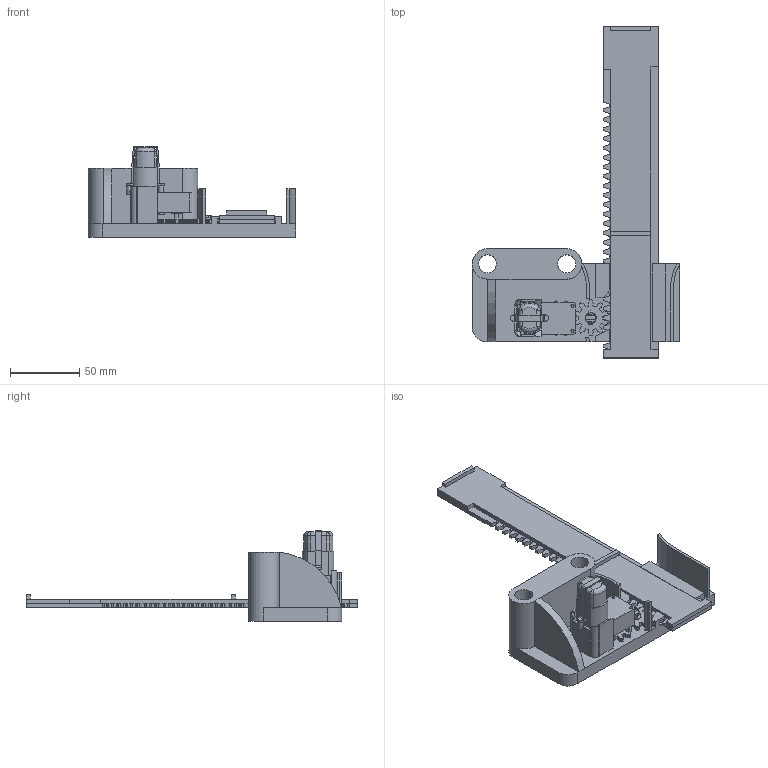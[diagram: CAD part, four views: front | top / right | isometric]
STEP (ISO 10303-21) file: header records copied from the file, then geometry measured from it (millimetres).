
FILE_DESCRIPTION(/* description */ (''),/* implementation_level */ '2;1');
FILE_NAME(/* name */ 'endaseembly.step',/* time_stamp */ '2018-06-12T13:20:51+06:00',/* author */ (''),/* organization */ (''),/* preprocessor_version */ 'ST-DEVELOPER v17',/* originating_system */ 'Autodesk Translation Framework v7.1.0.215',/* authorisation */ '');
FILE_SCHEMA (('AUTOMOTIVE_DESIGN { 1 0 10303 214 3 1 1 }'));
Length unit declared in the file: millimetre
Products named in the file (12): lib_endeffector; end_effector; end_base; Erack; rack_wedge_bottom; rack_wedge_top; rack_top; rack; pinion; end_effect_gearm (1); end_effect_gearm; BO Motor
Assembly tree (11 placements, depth 4):
  lib_endeffector
    end_effector
      end_base
      Erack
        rack_wedge_bottom
        rack_wedge_top
        rack_top
        rack
      pinion
        end_effect_gearm (1)
        end_effect_gearm
        BO Motor
Bounding box: 149.5 x 239.16 x 65.47 mm (x, y, z)
Volume: 241034.3 mm3; surface area: 92525.6 mm2
Topology: 8 solids, 8 shells, 703 faces, 2009 edges, 1327 vertices
Faces by surface type: plane 629, cylinder 66, sphere 4, cone 2, torus 2
Full cylindrical faces by diameter (mm): 2 x1, 2.2 x2, 4 x1, 6 x1, 6.141 x1, 7 x1, 8 x1, 13 x2
Entity records: 23019 total; most frequent: CARTESIAN_POINT 4066, ORIENTED_EDGE 4010, DIRECTION 3619, EDGE_CURVE 2005, LINE 1835, VECTOR 1835, VERTEX_POINT 1327, AXIS2_PLACEMENT_3D 892
